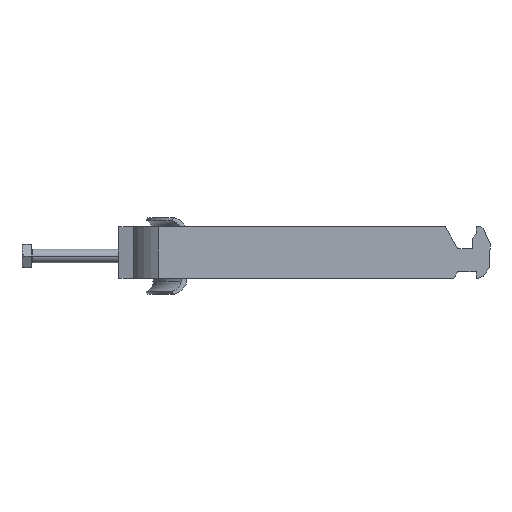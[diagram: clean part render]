
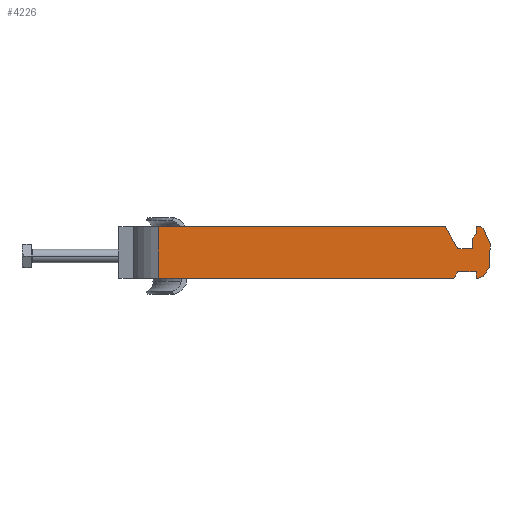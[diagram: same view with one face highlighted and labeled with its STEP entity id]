
A CAD part, left-side view. The second image highlights one B-rep face of the part: STEP entity #4226.
In plain terms, the highlighted planar face has unit normal (-1, 0, 0).
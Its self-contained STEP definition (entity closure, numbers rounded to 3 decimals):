
#151 = CARTESIAN_POINT ( 'NONE',  ( -22.5, -155., 11.25 ) ) ;
#375 = CARTESIAN_POINT ( 'NONE',  ( -22.5, -200., 11.25 ) ) ;
#435 = DIRECTION ( 'NONE',  ( 0., 1., 0. ) ) ;
#530 = CARTESIAN_POINT ( 'NONE',  ( -22.5, -153.5, 6.108 ) ) ;
#837 = CARTESIAN_POINT ( 'NONE',  ( -22.5, -155., -8.25 ) ) ;
#923 = ORIENTED_EDGE ( 'NONE', *, *, #9933, .F. ) ;
#934 = EDGE_CURVE ( 'NONE', #4200, #2766, #11065, .T. ) ;
#982 = DIRECTION ( 'NONE',  ( 0., 0., 1. ) ) ;
#998 = VERTEX_POINT ( 'NONE', #5650 ) ;
#1116 = LINE ( 'NONE', #4869, #9148 ) ;
#1157 = CARTESIAN_POINT ( 'NONE',  ( -22.5, -17., 11.25 ) ) ;
#1227 = DIRECTION ( 'NONE',  ( 0., 1., 0. ) ) ;
#1420 = EDGE_CURVE ( 'NONE', #5302, #10883, #5671, .T. ) ;
#1621 = VECTOR ( 'NONE', #6086, 1000. ) ;
#1777 = CARTESIAN_POINT ( 'NONE',  ( -22.5, -17., 11.25 ) ) ;
#1947 = VECTOR ( 'NONE', #11766, 1000. ) ;
#1967 = LINE ( 'NONE', #1157, #7601 ) ;
#2053 = LINE ( 'NONE', #9311, #10713 ) ;
#2092 = VERTEX_POINT ( 'NONE', #530 ) ;
#2133 = CARTESIAN_POINT ( 'NONE',  ( -22.5, -158., -10.36 ) ) ;
#2141 = VERTEX_POINT ( 'NONE', #11096 ) ;
#2154 = CARTESIAN_POINT ( 'NONE',  ( -22.5, -155., 8.25 ) ) ;
#2170 = VECTOR ( 'NONE', #6457, 1000. ) ;
#2293 = LINE ( 'NONE', #6008, #8505 ) ;
#2303 = EDGE_CURVE ( 'NONE', #2092, #10536, #3007, .T. ) ;
#2319 = VERTEX_POINT ( 'NONE', #2133 ) ;
#2331 = ORIENTED_EDGE ( 'NONE', *, *, #8515, .F. ) ;
#2405 = CARTESIAN_POINT ( 'NONE',  ( -22.5, -145.268, -11.25 ) ) ;
#2548 = VECTOR ( 'NONE', #8524, 1000. ) ;
#2692 = CARTESIAN_POINT ( 'NONE',  ( -22.5, -200., -11.25 ) ) ;
#2739 = VECTOR ( 'NONE', #6798, 1000. ) ;
#2766 = VERTEX_POINT ( 'NONE', #11500 ) ;
#2789 = LINE ( 'NONE', #10270, #2852 ) ;
#2802 = CARTESIAN_POINT ( 'NONE',  ( -22.5, -161., 11.25 ) ) ;
#2804 = CARTESIAN_POINT ( 'NONE',  ( -22.5, -200., -8.25 ) ) ;
#2844 = DIRECTION ( 'NONE',  ( 0., -0.766, -0.643 ) ) ;
#2852 = VECTOR ( 'NONE', #7531, 1000. ) ;
#3007 = LINE ( 'NONE', #10370, #3669 ) ;
#3016 = VERTEX_POINT ( 'NONE', #1777 ) ;
#3427 = LINE ( 'NONE', #2692, #9181 ) ;
#3436 = CARTESIAN_POINT ( 'NONE',  ( -22.5, -161., 3.75 ) ) ;
#3496 = ORIENTED_EDGE ( 'NONE', *, *, #9403, .F. ) ;
#3511 = EDGE_CURVE ( 'NONE', #11121, #5302, #4778, .T. ) ;
#3648 = ORIENTED_EDGE ( 'NONE', *, *, #2303, .F. ) ;
#3669 = VECTOR ( 'NONE', #5691, 1000. ) ;
#3686 = EDGE_CURVE ( 'NONE', #10536, #4919, #9797, .T. ) ;
#3725 = CARTESIAN_POINT ( 'NONE',  ( -22.5, -164.665, -4.482 ) ) ;
#3755 = EDGE_CURVE ( 'NONE', #2141, #10154, #4944, .T. ) ;
#3824 = CARTESIAN_POINT ( 'NONE',  ( -22.5, -182.233, -9.923 ) ) ;
#3872 = ORIENTED_EDGE ( 'NONE', *, *, #6676, .F. ) ;
#3919 = DIRECTION ( 'NONE',  ( 0., 0., 1. ) ) ;
#3953 = CARTESIAN_POINT ( 'NONE',  ( -22.5, -156., -11.25 ) ) ;
#4034 = DIRECTION ( 'NONE',  ( 0., 0., 1. ) ) ;
#4061 = EDGE_CURVE ( 'NONE', #9934, #998, #10352, .T. ) ;
#4078 = PLANE ( 'NONE',  #6487 ) ;
#4136 = CARTESIAN_POINT ( 'NONE',  ( -22.5, -200., 11.25 ) ) ;
#4200 = VERTEX_POINT ( 'NONE', #5950 ) ;
#4226 = ADVANCED_FACE ( 'NONE', ( #6866 ), #4078, .F. ) ;
#4251 = ORIENTED_EDGE ( 'NONE', *, *, #3755, .F. ) ;
#4416 = LINE ( 'NONE', #7323, #1947 ) ;
#4540 = VECTOR ( 'NONE', #2844, 1000. ) ;
#4778 = LINE ( 'NONE', #151, #6495 ) ;
#4869 = CARTESIAN_POINT ( 'NONE',  ( -22.5, -153.5, 11.25 ) ) ;
#4898 = CARTESIAN_POINT ( 'NONE',  ( -22.5, -147., -8.25 ) ) ;
#4919 = VERTEX_POINT ( 'NONE', #10734 ) ;
#4924 = VECTOR ( 'NONE', #1227, 1000. ) ;
#4944 = LINE ( 'NONE', #8706, #1621 ) ;
#4979 = LINE ( 'NONE', #9653, #2739 ) ;
#4988 = ORIENTED_EDGE ( 'NONE', *, *, #934, .F. ) ;
#5302 = VERTEX_POINT ( 'NONE', #837 ) ;
#5650 = CARTESIAN_POINT ( 'NONE',  ( -22.5, -161., -6.075 ) ) ;
#5671 = LINE ( 'NONE', #2804, #4924 ) ;
#5691 = DIRECTION ( 'NONE',  ( 0., -0.574, 0.819 ) ) ;
#5950 = CARTESIAN_POINT ( 'NONE',  ( -22.5, -157., 11.25 ) ) ;
#6008 = CARTESIAN_POINT ( 'NONE',  ( -22.5, -181.971, 23.874 ) ) ;
#6017 = EDGE_CURVE ( 'NONE', #10154, #9354, #2053, .T. ) ;
#6033 = ORIENTED_EDGE ( 'NONE', *, *, #10273, .F. ) ;
#6055 = ORIENTED_EDGE ( 'NONE', *, *, #7713, .T. ) ;
#6070 = CARTESIAN_POINT ( 'NONE',  ( -22.5, -200., -11.25 ) ) ;
#6086 = DIRECTION ( 'NONE',  ( 0., -0.5, -0.866 ) ) ;
#6105 = EDGE_CURVE ( 'NONE', #10883, #8001, #4979, .T. ) ;
#6181 = EDGE_LOOP ( 'NONE', ( #10669, #8986, #10057, #8863, #923, #2331, #7338, #6033, #4988, #8813, #8298, #3648, #3496, #11665, #4251, #6055, #6501, #3872 ) ) ;
#6182 = EDGE_CURVE ( 'NONE', #6618, #11121, #9779, .T. ) ;
#6215 = EDGE_CURVE ( 'NONE', #4200, #4919, #8865, .T. ) ;
#6325 = CARTESIAN_POINT ( 'NONE',  ( -22.5, -153.5, 1.75 ) ) ;
#6457 = DIRECTION ( 'NONE',  ( 0., 0., -1. ) ) ;
#6487 = AXIS2_PLACEMENT_3D ( 'NONE', #375, #7839, #435 ) ;
#6495 = VECTOR ( 'NONE', #3919, 1000. ) ;
#6501 = ORIENTED_EDGE ( 'NONE', *, *, #9666, .F. ) ;
#6618 = VERTEX_POINT ( 'NONE', #3953 ) ;
#6676 = EDGE_CURVE ( 'NONE', #8001, #7763, #3427, .T. ) ;
#6798 = DIRECTION ( 'NONE',  ( 0., 0.5, -0.866 ) ) ;
#6866 = FACE_OUTER_BOUND ( 'NONE', #6181, .T. ) ;
#7204 = VECTOR ( 'NONE', #8634, 1000. ) ;
#7323 = CARTESIAN_POINT ( 'NONE',  ( -22.5, -201.081, 8.821 ) ) ;
#7338 = ORIENTED_EDGE ( 'NONE', *, *, #4061, .F. ) ;
#7531 = DIRECTION ( 'NONE',  ( 0., 1., 0. ) ) ;
#7591 = CARTESIAN_POINT ( 'NONE',  ( -22.5, -17., -11.25 ) ) ;
#7601 = VECTOR ( 'NONE', #982, 1000. ) ;
#7713 = EDGE_CURVE ( 'NONE', #2141, #3016, #2789, .T. ) ;
#7763 = VERTEX_POINT ( 'NONE', #7591 ) ;
#7775 = DIRECTION ( 'NONE',  ( 0., 0.574, -0.819 ) ) ;
#7792 = VECTOR ( 'NONE', #7894, 1000. ) ;
#7839 = DIRECTION ( 'NONE',  ( 1., 0., 0. ) ) ;
#7894 = DIRECTION ( 'NONE',  ( 0., 1., 0. ) ) ;
#8001 = VERTEX_POINT ( 'NONE', #2405 ) ;
#8298 = ORIENTED_EDGE ( 'NONE', *, *, #3686, .F. ) ;
#8505 = VECTOR ( 'NONE', #7775, 1000. ) ;
#8515 = EDGE_CURVE ( 'NONE', #998, #2319, #2293, .T. ) ;
#8524 = DIRECTION ( 'NONE',  ( 0., -0.407, -0.914 ) ) ;
#8634 = DIRECTION ( 'NONE',  ( 0., 1., 0. ) ) ;
#8706 = CARTESIAN_POINT ( 'NONE',  ( -22.5, -156.136, -14.075 ) ) ;
#8813 = ORIENTED_EDGE ( 'NONE', *, *, #6215, .T. ) ;
#8863 = ORIENTED_EDGE ( 'NONE', *, *, #6182, .F. ) ;
#8865 = LINE ( 'NONE', #4136, #7204 ) ;
#8986 = ORIENTED_EDGE ( 'NONE', *, *, #1420, .F. ) ;
#9010 = VECTOR ( 'NONE', #4034, 1000. ) ;
#9148 = VECTOR ( 'NONE', #9829, 1000. ) ;
#9181 = VECTOR ( 'NONE', #10177, 1000. ) ;
#9311 = CARTESIAN_POINT ( 'NONE',  ( -22.5, -200., 1.75 ) ) ;
#9354 = VERTEX_POINT ( 'NONE', #6325 ) ;
#9403 = EDGE_CURVE ( 'NONE', #9354, #2092, #1116, .T. ) ;
#9486 = DIRECTION ( 'NONE',  ( 0., -1., 0. ) ) ;
#9653 = CARTESIAN_POINT ( 'NONE',  ( -22.5, -168.694, 29.325 ) ) ;
#9666 = EDGE_CURVE ( 'NONE', #7763, #3016, #1967, .T. ) ;
#9779 = LINE ( 'NONE', #6070, #7792 ) ;
#9797 = LINE ( 'NONE', #11685, #9010 ) ;
#9829 = DIRECTION ( 'NONE',  ( 0., 0., 1. ) ) ;
#9916 = CARTESIAN_POINT ( 'NONE',  ( -22.5, -155., -11.25 ) ) ;
#9933 = EDGE_CURVE ( 'NONE', #2319, #6618, #4416, .T. ) ;
#9934 = VERTEX_POINT ( 'NONE', #3436 ) ;
#10057 = ORIENTED_EDGE ( 'NONE', *, *, #3511, .F. ) ;
#10154 = VERTEX_POINT ( 'NONE', #10227 ) ;
#10177 = DIRECTION ( 'NONE',  ( 0., 1., 0. ) ) ;
#10227 = CARTESIAN_POINT ( 'NONE',  ( -22.5, -147., 1.75 ) ) ;
#10270 = CARTESIAN_POINT ( 'NONE',  ( -22.5, -200., 11.25 ) ) ;
#10273 = EDGE_CURVE ( 'NONE', #2766, #9934, #12050, .T. ) ;
#10352 = LINE ( 'NONE', #2802, #2170 ) ;
#10370 = CARTESIAN_POINT ( 'NONE',  ( -22.5, -171.214, 31.406 ) ) ;
#10536 = VERTEX_POINT ( 'NONE', #2154 ) ;
#10669 = ORIENTED_EDGE ( 'NONE', *, *, #6105, .F. ) ;
#10713 = VECTOR ( 'NONE', #9486, 1000. ) ;
#10734 = CARTESIAN_POINT ( 'NONE',  ( -22.5, -155., 11.25 ) ) ;
#10883 = VERTEX_POINT ( 'NONE', #4898 ) ;
#11065 = LINE ( 'NONE', #3824, #4540 ) ;
#11096 = CARTESIAN_POINT ( 'NONE',  ( -22.5, -141.515, 11.25 ) ) ;
#11121 = VERTEX_POINT ( 'NONE', #9916 ) ;
#11500 = CARTESIAN_POINT ( 'NONE',  ( -22.5, -158.055, 10.365 ) ) ;
#11665 = ORIENTED_EDGE ( 'NONE', *, *, #6017, .F. ) ;
#11685 = CARTESIAN_POINT ( 'NONE',  ( -22.5, -155., 11.25 ) ) ;
#11766 = DIRECTION ( 'NONE',  ( 0., 0.914, -0.407 ) ) ;
#12050 = LINE ( 'NONE', #3725, #2548 ) ;
